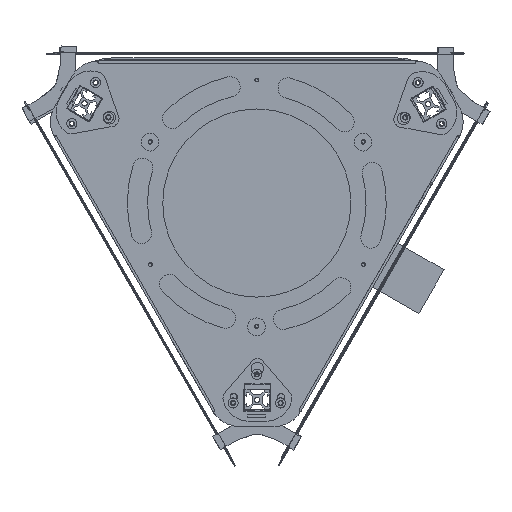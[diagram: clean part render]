
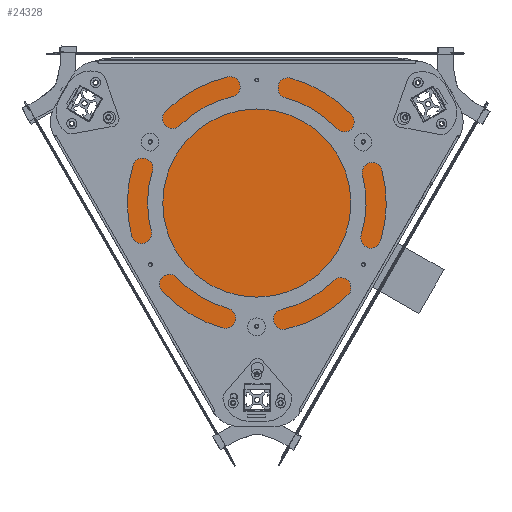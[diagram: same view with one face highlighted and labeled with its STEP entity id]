
A CAD part, front view. The second image highlights one B-rep face of the part: STEP entity #24328.
In plain terms, the highlighted planar face has unit normal (0, -1, 0).
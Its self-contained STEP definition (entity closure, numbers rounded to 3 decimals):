
#877=FACE_BOUND('',#3453,.T.);
#878=FACE_BOUND('',#3454,.T.);
#879=FACE_BOUND('',#3455,.T.);
#880=FACE_BOUND('',#3456,.T.);
#881=FACE_BOUND('',#3457,.T.);
#882=FACE_BOUND('',#3458,.T.);
#1594=PLANE('',#25813);
#2132=FACE_OUTER_BOUND('',#3452,.T.);
#3452=EDGE_LOOP('',(#17064));
#3453=EDGE_LOOP('',(#17065));
#3454=EDGE_LOOP('',(#17066));
#3455=EDGE_LOOP('',(#17067));
#3456=EDGE_LOOP('',(#17068));
#3457=EDGE_LOOP('',(#17069));
#3458=EDGE_LOOP('',(#17070));
#9009=CIRCLE('',#25793,1.5);
#9011=CIRCLE('',#25796,1.5);
#9013=CIRCLE('',#25799,1.5);
#9015=CIRCLE('',#25802,1.5);
#9017=CIRCLE('',#25805,1.5);
#9019=CIRCLE('',#25808,1.5);
#9021=CIRCLE('',#25811,107.5);
#10400=VERTEX_POINT('',#35716);
#10402=VERTEX_POINT('',#35722);
#10404=VERTEX_POINT('',#35728);
#10406=VERTEX_POINT('',#35734);
#10408=VERTEX_POINT('',#35740);
#10410=VERTEX_POINT('',#35746);
#10412=VERTEX_POINT('',#35752);
#12963=EDGE_CURVE('',#10400,#10400,#9009,.T.);
#12966=EDGE_CURVE('',#10402,#10402,#9011,.T.);
#12969=EDGE_CURVE('',#10404,#10404,#9013,.T.);
#12972=EDGE_CURVE('',#10406,#10406,#9015,.T.);
#12975=EDGE_CURVE('',#10408,#10408,#9017,.T.);
#12978=EDGE_CURVE('',#10410,#10410,#9019,.T.);
#12981=EDGE_CURVE('',#10412,#10412,#9021,.T.);
#17064=ORIENTED_EDGE('',*,*,#12981,.F.);
#17065=ORIENTED_EDGE('',*,*,#12978,.F.);
#17066=ORIENTED_EDGE('',*,*,#12975,.F.);
#17067=ORIENTED_EDGE('',*,*,#12972,.F.);
#17068=ORIENTED_EDGE('',*,*,#12969,.F.);
#17069=ORIENTED_EDGE('',*,*,#12966,.F.);
#17070=ORIENTED_EDGE('',*,*,#12963,.F.);
#24328=ADVANCED_FACE('',(#2132,#877,#878,#879,#880,#881,#882),#1594,.F.);
#25793=AXIS2_PLACEMENT_3D('',#35718,#28834,#28835);
#25796=AXIS2_PLACEMENT_3D('',#35724,#28841,#28842);
#25799=AXIS2_PLACEMENT_3D('',#35730,#28848,#28849);
#25802=AXIS2_PLACEMENT_3D('',#35736,#28855,#28856);
#25805=AXIS2_PLACEMENT_3D('',#35742,#28862,#28863);
#25808=AXIS2_PLACEMENT_3D('',#35748,#28869,#28870);
#25811=AXIS2_PLACEMENT_3D('',#35754,#28876,#28877);
#25813=AXIS2_PLACEMENT_3D('',#35756,#28880,#28881);
#28834=DIRECTION('center_axis',(0.,-1.,0.));
#28835=DIRECTION('ref_axis',(1.,0.,0.));
#28841=DIRECTION('center_axis',(0.,-1.,0.));
#28842=DIRECTION('ref_axis',(1.,0.,0.));
#28848=DIRECTION('center_axis',(0.,-1.,0.));
#28849=DIRECTION('ref_axis',(1.,0.,0.));
#28855=DIRECTION('center_axis',(0.,-1.,0.));
#28856=DIRECTION('ref_axis',(1.,0.,0.));
#28862=DIRECTION('center_axis',(0.,-1.,0.));
#28863=DIRECTION('ref_axis',(1.,0.,0.));
#28869=DIRECTION('center_axis',(0.,-1.,0.));
#28870=DIRECTION('ref_axis',(1.,0.,0.));
#28876=DIRECTION('center_axis',(0.,1.,0.));
#28877=DIRECTION('ref_axis',(1.,0.,0.));
#28880=DIRECTION('center_axis',(0.,1.,0.));
#28881=DIRECTION('ref_axis',(1.,0.,0.));
#35716=CARTESIAN_POINT('',(-1.5,8.,97.425));
#35718=CARTESIAN_POINT('Origin',(0.,8.,97.425));
#35722=CARTESIAN_POINT('',(-1.5,8.,-97.425));
#35724=CARTESIAN_POINT('Origin',(0.,8.,-97.425));
#35728=CARTESIAN_POINT('',(82.873,8.,48.712));
#35730=CARTESIAN_POINT('Origin',(84.373,8.,48.712));
#35734=CARTESIAN_POINT('',(-85.873,8.,-48.712));
#35736=CARTESIAN_POINT('Origin',(-84.373,8.,-48.712));
#35740=CARTESIAN_POINT('',(-85.873,8.,48.712));
#35742=CARTESIAN_POINT('Origin',(-84.373,8.,48.712));
#35746=CARTESIAN_POINT('',(82.873,8.,-48.713));
#35748=CARTESIAN_POINT('Origin',(84.373,8.,-48.713));
#35752=CARTESIAN_POINT('',(-107.5,8.,0.));
#35754=CARTESIAN_POINT('Origin',(0.,8.,0.));
#35756=CARTESIAN_POINT('Origin',(0.,8.,0.));
